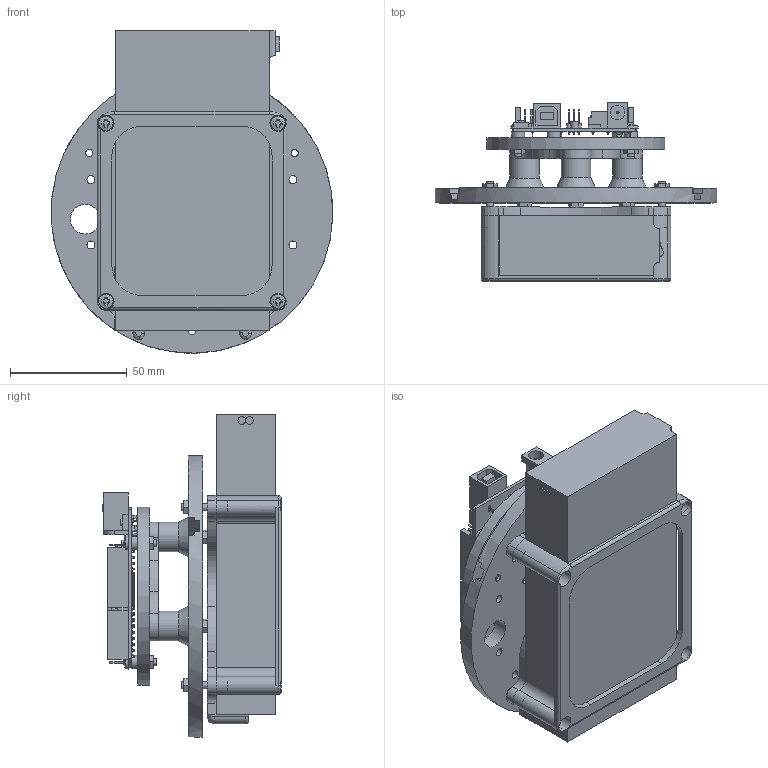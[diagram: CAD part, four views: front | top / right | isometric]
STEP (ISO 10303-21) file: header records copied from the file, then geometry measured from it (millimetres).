
FILE_DESCRIPTION(/* description */ (''),/* implementation_level */ '2;1');
FILE_NAME(/* name */ 'Main Body with Arduino, Gyro Mounts and Battery.iam.stp',/* time_stamp */ '2014-02-26T18:19:38-05:00',/* author */ ('Spooner'),/* organization */ (''),/* preprocessor_version */ 'ST-DEVELOPER v15.2',/* originating_system */ 'Autodesk Inventor 2014',/* authorisation */ '');
FILE_SCHEMA (('AUTOMOTIVE_DESIGN { 1 0 10303 214 3 1 1 }'));
Length unit declared in the file: inch
Products named in the file (14): Arduino Mount; Body; Gyro Mount; Offset; JIS B 1111 - M3x40(1); JIS B 1111 - M3x30(1); JIS B 1181 - B M3; Arduino; JIS B 1111 - M3x12(1); 12 Volt Battery Pack; Battery Holder Top; Battery Holder Bottom; JIS B 1111 - M3x20(1); Main Body with Arduino, Gyro Mounts and Battery
Bounding box: 120.6 x 76.48 x 138.04 mm (x, y, z)
Volume: 341958.1 mm3; surface area: 109219.3 mm2
Topology: 32 solids, 32 shells, 1557 faces, 3820 edges, 2422 vertices
Faces by surface type: plane 916, cylinder 341, cone 157, torus 115, bspline 25, sphere 3
Full cylindrical faces by diameter (mm): 0.508 x78, 1.27 x2, 2.459 x11, 2.5 x11, 2.794 x1, 3 x11, 3.048 x21, 3.302 x2, 3.429 x30, 3.556 x4, 5.715 x4, 6.096 x3, 6.35 x3, 6.935 x4, 12.7 x6, 25.4 x2, 38.1 x1, 76.2 x1, 120.65 x1
Entity records: 36399 total; most frequent: CARTESIAN_POINT 6707, DIRECTION 5959, ORIENTED_EDGE 5400, EDGE_CURVE 2699, AXIS2_PLACEMENT_3D 2093, VERTEX_POINT 1867, EDGE_LOOP 1786, LINE 1773
